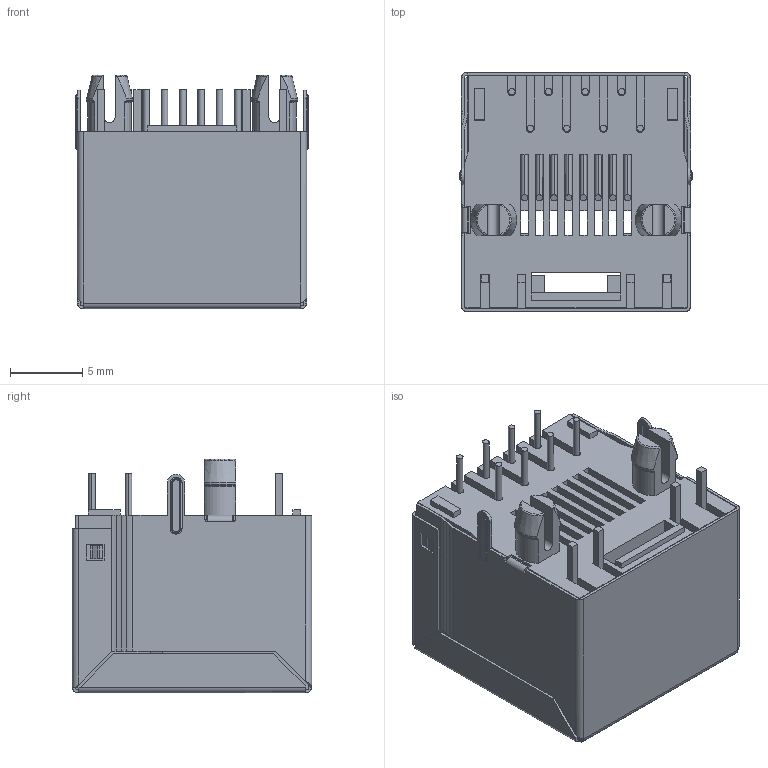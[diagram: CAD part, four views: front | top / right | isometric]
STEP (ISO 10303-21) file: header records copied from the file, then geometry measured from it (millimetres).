
FILE_DESCRIPTION((''),'2;1');
FILE_NAME('DGKYD52A1188AB1A6DY1143_ASM','2022-11-17T14:24:12',('Administrator'),(''),'CREO PARAMETRIC BY PTC INC, 2019010','CREO PARAMETRIC BY PTC INC, 2019010','');
FILE_SCHEMA(('CONFIG_CONTROL_DESIGN'));
Length unit declared in the file: millimetre
Products named in the file (3): MSBR-2; MSBR-1; DGKYD52A1188AB1A6DY1143_ASM
Assembly tree (2 placements, depth 2):
  DGKYD52A1188AB1A6DY1143_ASM
    MSBR-2
    MSBR-1
Bounding box: 16.1 x 16.6 x 16.2 mm (x, y, z)
Volume: 2005.3 mm3; surface area: 4463.7 mm2
Topology: 2 solids, 2 shells, 719 faces, 1921 edges, 1194 vertices
Faces by surface type: plane 443, cylinder 180, torus 72, bspline 20, cone 4
Entity records: 23239 total; most frequent: CARTESIAN_POINT 5091, ORIENTED_EDGE 3842, DIRECTION 3701, EDGE_CURVE 1921, VECTOR 1341, LINE 1341, VERTEX_POINT 1194, AXIS2_PLACEMENT_3D 1180
